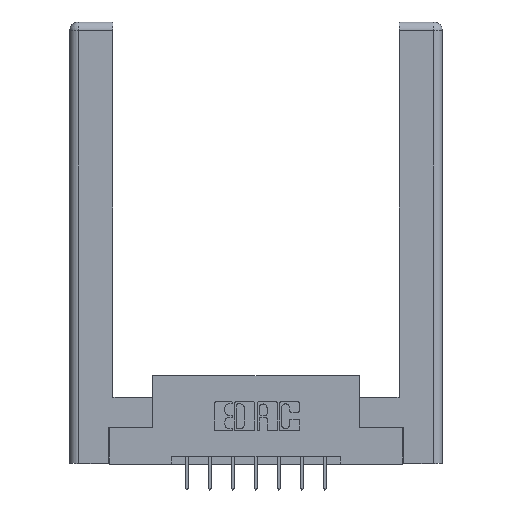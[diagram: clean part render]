
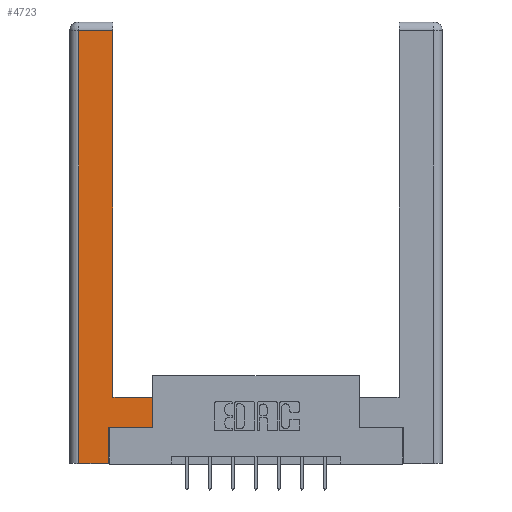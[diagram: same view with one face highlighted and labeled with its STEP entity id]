
A CAD part, top view. The second image highlights one B-rep face of the part: STEP entity #4723.
In plain terms, the highlighted planar face has unit normal (0, 0, 1).
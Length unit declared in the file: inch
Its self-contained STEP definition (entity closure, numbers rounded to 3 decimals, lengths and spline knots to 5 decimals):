
#117 = DIRECTION ( 'NONE',  ( 0., 1., 0. ) ) ;
#377 = VECTOR ( 'NONE', #10696, 39.37008 ) ;
#706 = CARTESIAN_POINT ( 'NONE',  ( 0.0615, 0., 0. ) ) ;
#897 = CARTESIAN_POINT ( 'NONE',  ( 0.295, 0.45, 0. ) ) ;
#1014 = CARTESIAN_POINT ( 'NONE',  ( 0.0615, 2.94, 0. ) ) ;
#1037 = CARTESIAN_POINT ( 'NONE',  ( 0.295, 3., 0. ) ) ;
#1073 = CARTESIAN_POINT ( 'NONE',  ( 0.295, 0.45, 0. ) ) ;
#1332 = ORIENTED_EDGE ( 'NONE', *, *, #10934, .T. ) ;
#1389 = VERTEX_POINT ( 'NONE', #1073 ) ;
#1605 = LINE ( 'NONE', #4803, #377 ) ;
#1686 = DIRECTION ( 'NONE',  ( 0., -1., 0. ) ) ;
#1973 = EDGE_CURVE ( 'NONE', #3502, #1389, #7357, .T. ) ;
#1984 = ORIENTED_EDGE ( 'NONE', *, *, #11049, .T. ) ;
#2148 = VECTOR ( 'NONE', #5714, 39.37008 ) ;
#2479 = ORIENTED_EDGE ( 'NONE', *, *, #8763, .T. ) ;
#2660 = DIRECTION ( 'NONE',  ( 0., 1., 0. ) ) ;
#2752 = CARTESIAN_POINT ( 'NONE',  ( 0.0615, 0., 0. ) ) ;
#2915 = LINE ( 'NONE', #1037, #3830 ) ;
#3217 = EDGE_LOOP ( 'NONE', ( #2479, #1332, #7050, #11143, #9167, #1984, #3389, #11874 ) ) ;
#3342 = CARTESIAN_POINT ( 'NONE',  ( 0.295, 2.94, 0. ) ) ;
#3389 = ORIENTED_EDGE ( 'NONE', *, *, #3570, .T. ) ;
#3502 = VERTEX_POINT ( 'NONE', #3796 ) ;
#3570 = EDGE_CURVE ( 'NONE', #7171, #3502, #11902, .T. ) ;
#3599 = DIRECTION ( 'NONE',  ( -1., 0., 0. ) ) ;
#3796 = CARTESIAN_POINT ( 'NONE',  ( 0.565, 0.45, 0. ) ) ;
#3830 = VECTOR ( 'NONE', #8768, 39.37008 ) ;
#4176 = CARTESIAN_POINT ( 'NONE',  ( 0., 0., 0. ) ) ;
#4222 = PLANE ( 'NONE',  #10574 ) ;
#4623 = VECTOR ( 'NONE', #9527, 39.37008 ) ;
#4723 = ADVANCED_FACE ( 'NONE', ( #8809 ), #4222, .F. ) ;
#4769 = VERTEX_POINT ( 'NONE', #3342 ) ;
#4803 = CARTESIAN_POINT ( 'NONE',  ( 0.565, 0.245, 0. ) ) ;
#4974 = CARTESIAN_POINT ( 'NONE',  ( 0.565, 0.245, 0. ) ) ;
#5199 = VERTEX_POINT ( 'NONE', #9830 ) ;
#5405 = CARTESIAN_POINT ( 'NONE',  ( 0.265, 0.245, 0. ) ) ;
#5714 = DIRECTION ( 'NONE',  ( -1., 0., 0. ) ) ;
#5819 = VERTEX_POINT ( 'NONE', #1014 ) ;
#5969 = LINE ( 'NONE', #8538, #6577 ) ;
#5992 = LINE ( 'NONE', #11600, #4623 ) ;
#6108 = VERTEX_POINT ( 'NONE', #2752 ) ;
#6402 = EDGE_CURVE ( 'NONE', #5819, #6108, #12616, .T. ) ;
#6484 = VECTOR ( 'NONE', #1686, 39.37008 ) ;
#6523 = LINE ( 'NONE', #11386, #11574 ) ;
#6577 = VECTOR ( 'NONE', #2660, 39.37008 ) ;
#6667 = CARTESIAN_POINT ( 'NONE',  ( 0.565, 0.45, 0. ) ) ;
#7027 = VECTOR ( 'NONE', #117, 39.37008 ) ;
#7050 = ORIENTED_EDGE ( 'NONE', *, *, #6402, .T. ) ;
#7171 = VERTEX_POINT ( 'NONE', #4974 ) ;
#7357 = LINE ( 'NONE', #897, #2148 ) ;
#7965 = DIRECTION ( 'NONE',  ( 0., 0., -1. ) ) ;
#8159 = VERTEX_POINT ( 'NONE', #5405 ) ;
#8264 = EDGE_CURVE ( 'NONE', #6108, #5199, #5992, .T. ) ;
#8538 = CARTESIAN_POINT ( 'NONE',  ( 0.265, 0.245, 0. ) ) ;
#8763 = EDGE_CURVE ( 'NONE', #1389, #4769, #2915, .T. ) ;
#8768 = DIRECTION ( 'NONE',  ( 0., 1., 0. ) ) ;
#8809 = FACE_OUTER_BOUND ( 'NONE', #3217, .T. ) ;
#9167 = ORIENTED_EDGE ( 'NONE', *, *, #9289, .T. ) ;
#9289 = EDGE_CURVE ( 'NONE', #5199, #8159, #5969, .T. ) ;
#9527 = DIRECTION ( 'NONE',  ( 1., 0., 0. ) ) ;
#9830 = CARTESIAN_POINT ( 'NONE',  ( 0.265, 0., 0. ) ) ;
#10574 = AXIS2_PLACEMENT_3D ( 'NONE', #4176, #7965, #12001 ) ;
#10696 = DIRECTION ( 'NONE',  ( 1., 0., 0. ) ) ;
#10934 = EDGE_CURVE ( 'NONE', #4769, #5819, #6523, .T. ) ;
#11049 = EDGE_CURVE ( 'NONE', #8159, #7171, #1605, .T. ) ;
#11143 = ORIENTED_EDGE ( 'NONE', *, *, #8264, .T. ) ;
#11386 = CARTESIAN_POINT ( 'NONE',  ( 0.0615, 2.94, 0. ) ) ;
#11574 = VECTOR ( 'NONE', #3599, 39.37008 ) ;
#11600 = CARTESIAN_POINT ( 'NONE',  ( 0.265, 0., 0. ) ) ;
#11874 = ORIENTED_EDGE ( 'NONE', *, *, #1973, .T. ) ;
#11902 = LINE ( 'NONE', #6667, #7027 ) ;
#12001 = DIRECTION ( 'NONE',  ( -1., 0., 0. ) ) ;
#12616 = LINE ( 'NONE', #706, #6484 ) ;
